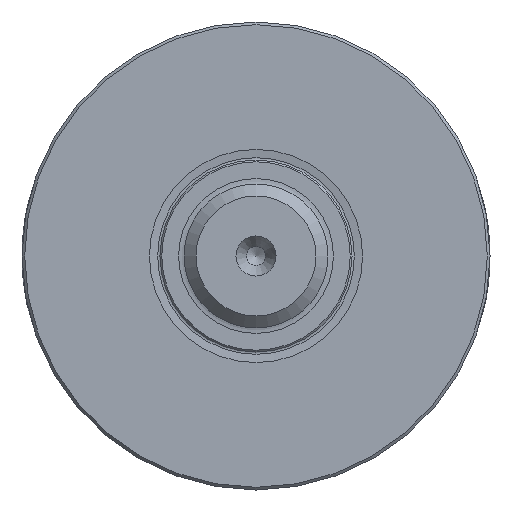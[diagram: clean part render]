
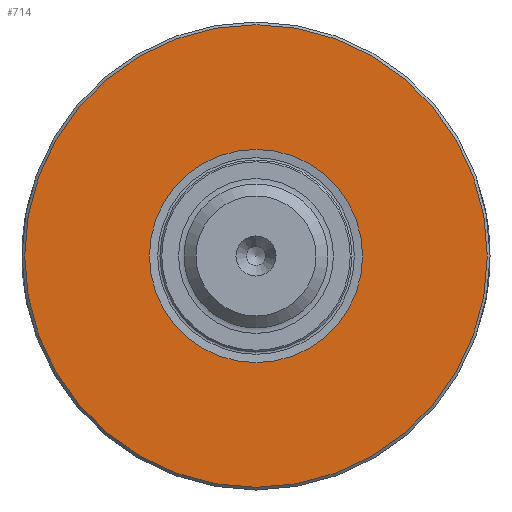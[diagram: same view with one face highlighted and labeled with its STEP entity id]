
A CAD part, left-side view. The second image highlights one B-rep face of the part: STEP entity #714.
In plain terms, the highlighted planar face has unit normal (-1, 0, 0).
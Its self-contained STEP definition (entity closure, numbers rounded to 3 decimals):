
#77 = CIRCLE ( 'NONE', #969, 38.55 ) ;
#84 = CARTESIAN_POINT ( 'NONE',  ( -100., 0., -17.765 ) ) ;
#96 = EDGE_CURVE ( 'NONE', #592, #592, #77, .T. ) ;
#103 = EDGE_CURVE ( 'NONE', #399, #399, #583, .T. ) ;
#116 = ORIENTED_EDGE ( 'NONE', *, *, #103, .T. ) ;
#125 = AXIS2_PLACEMENT_3D ( 'NONE', #363, #647, #577 ) ;
#333 = AXIS2_PLACEMENT_3D ( 'NONE', #897, #766, #800 ) ;
#363 = CARTESIAN_POINT ( 'NONE',  ( -100., 0., 0. ) ) ;
#399 = VERTEX_POINT ( 'NONE', #84 ) ;
#412 = EDGE_LOOP ( 'NONE', ( #489 ) ) ;
#489 = ORIENTED_EDGE ( 'NONE', *, *, #96, .T. ) ;
#530 = FACE_BOUND ( 'NONE', #760, .T. ) ;
#577 = DIRECTION ( 'NONE',  ( 0., 0., -1. ) ) ;
#583 = CIRCLE ( 'NONE', #125, 17.765 ) ;
#592 = VERTEX_POINT ( 'NONE', #693 ) ;
#647 = DIRECTION ( 'NONE',  ( 1., 0., 0. ) ) ;
#664 = DIRECTION ( 'NONE',  ( -1., 0., 0. ) ) ;
#693 = CARTESIAN_POINT ( 'NONE',  ( -100., 0., 38.55 ) ) ;
#714 = ADVANCED_FACE ( 'NONE', ( #910, #530 ), #900, .T. ) ;
#760 = EDGE_LOOP ( 'NONE', ( #116 ) ) ;
#766 = DIRECTION ( 'NONE',  ( -1., 0., 0. ) ) ;
#800 = DIRECTION ( 'NONE',  ( 0., 0., 1. ) ) ;
#897 = CARTESIAN_POINT ( 'NONE',  ( -100., 39.05, 0. ) ) ;
#900 = PLANE ( 'NONE',  #333 ) ;
#910 = FACE_OUTER_BOUND ( 'NONE', #412, .T. ) ;
#924 = DIRECTION ( 'NONE',  ( 0., 0., 1. ) ) ;
#942 = CARTESIAN_POINT ( 'NONE',  ( -100., 0., 0. ) ) ;
#969 = AXIS2_PLACEMENT_3D ( 'NONE', #942, #664, #924 ) ;
